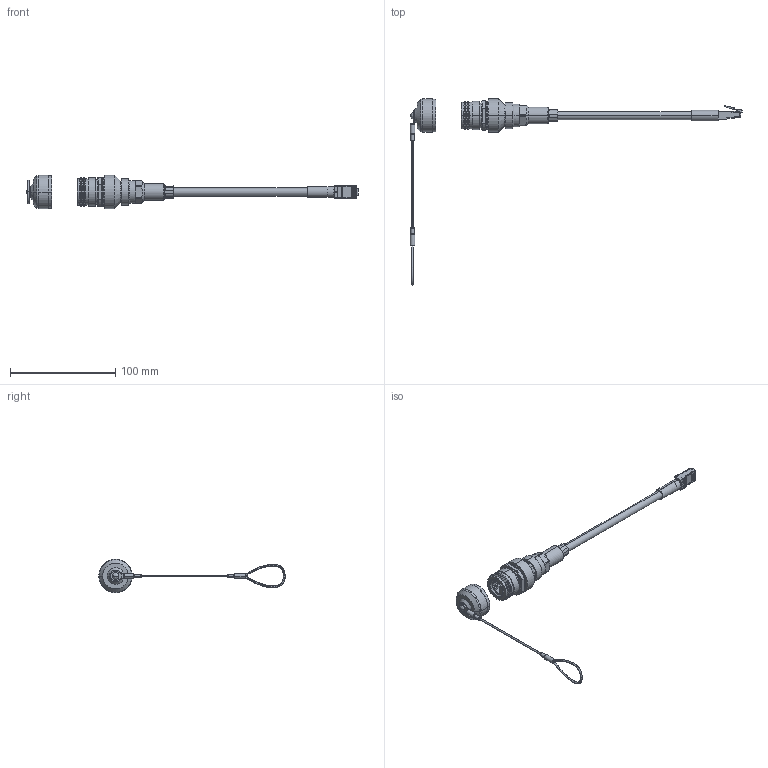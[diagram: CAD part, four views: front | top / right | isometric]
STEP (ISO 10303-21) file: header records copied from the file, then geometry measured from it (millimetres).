
FILE_DESCRIPTION (( 'STEP AP214' ), '1' );
FILE_NAME ('TRD8RG8.STEP', '2018-11-19T15:20:16', ( '' ), ( '' ), 'SwSTEP 2.0', 'SolidWorks 2017', '' );
FILE_SCHEMA (( 'AUTOMOTIVE_DESIGN' ));
Length unit declared in the file: inch
Products named in the file (16): ECRP5201UB0; ECRU5211U00; FIT-221-.375 BLACK-PROD_.365" X 1" LONG; ECRP5201UA0-MA6; ECRP5201UA0-MA2; 1AD02-018-MA2_crimped strain relief; 1AD02-018-MA1; ECRP5201UA0-MA1; TRD8RG8; 3AB10-041-MA1; ECRP5201UA0-MA7; ECRP5201UA0-MA5; 1AD02-018; ECRP5201UA0-MA4; 3AB10-041; 1AL03-103
Assembly tree (15 placements, depth 4):
  TRD8RG8
    1AL03-103
    ECRP5201UB0
      ECRP5201UA0-MA1
      ECRP5201UA0-MA2
      ECRP5201UA0-MA4
      ECRP5201UA0-MA5
      ECRP5201UA0-MA6
      ECRP5201UA0-MA7
      ECRU5211U00
        3AB10-041
        3AB10-041-MA1
    1AD02-018
      1AD02-018-MA2_crimped strain relief
      1AD02-018-MA1
    FIT-221-.375 BLACK-PROD_.365" X 1" LONG
Bounding box: 315.19 x 176.85 x 31.75 mm (x, y, z)
Volume: 42694.8 mm3; surface area: 34535.9 mm2
Topology: 14 solids, 14 shells, 727 faces, 1772 edges, 1096 vertices
Faces by surface type: plane 323, cylinder 216, cone 138, torus 36, bspline 12, sphere 2
Entity records: 25877 total; most frequent: CARTESIAN_POINT 4746, DIRECTION 3757, ORIENTED_EDGE 3532, EDGE_CURVE 1766, AXIS2_PLACEMENT_3D 1337, VERTEX_POINT 1096, VECTOR 1083, LINE 1083
